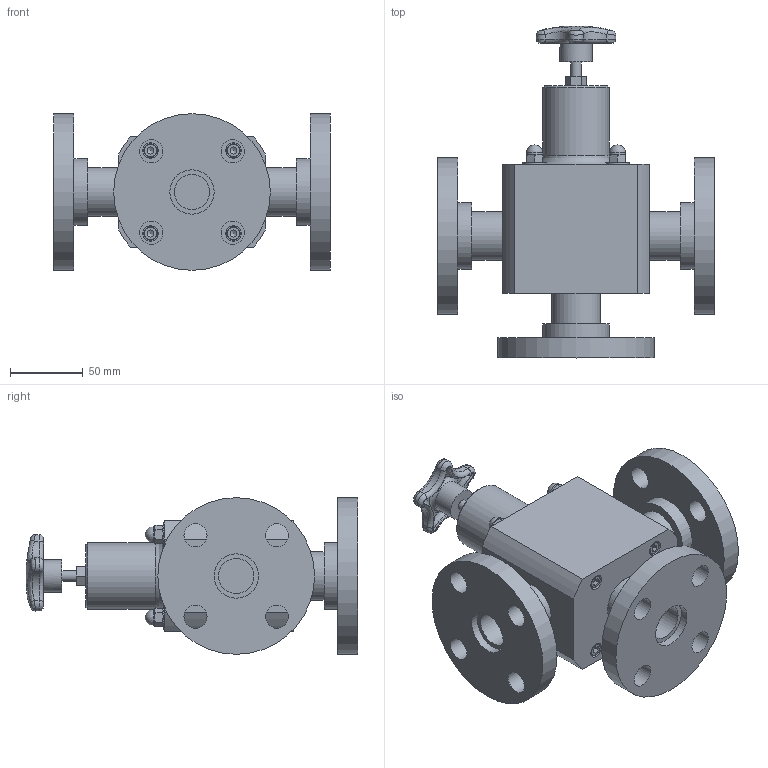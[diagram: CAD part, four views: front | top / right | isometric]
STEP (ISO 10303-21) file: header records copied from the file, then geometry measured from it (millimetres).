
FILE_DESCRIPTION((''),'2;1');
FILE_NAME('TVPF10-PP-G_R0.ipt.stp','2017-04-04T12:14:38',(''),(''),'Autodesk Inventor 2009','Autodesk Inventor 2009','');
FILE_SCHEMA(('AUTOMOTIVE_DESIGN { 1 0 10303 214 1 1 1 1 }'));
Length unit declared in the file: inch
Products named in the file (1): TVPF10-PP-G_R0
Bounding box: 190.5 x 228.59 x 107.95 mm (x, y, z)
Volume: 1138815.9 mm3; surface area: 157203 mm2
Topology: 1 solids, 6 shells, 402 faces, 927 edges, 573 vertices
Faces by surface type: plane 167, bspline 105, cylinder 78, cone 20, sphere 17, torus 15
Full cylindrical faces by diameter (mm): 4.445 x4, 7.442 x1, 9.525 x4, 10.998 x4, 15.875 x16, 22.098 x1, 24.308 x3, 30.607 x3, 33.401 x3, 45.72 x4, 63.5 x1, 64.135 x1, 107.95 x3
Entity records: 15455 total; most frequent: CARTESIAN_POINT 6876, ORIENTED_EDGE 1674, DIRECTION 1600, EDGE_CURVE 837, AXIS2_PLACEMENT_3D 688, VERTEX_POINT 564, EDGE_LOOP 545, FACE_OUTER_BOUND 402
